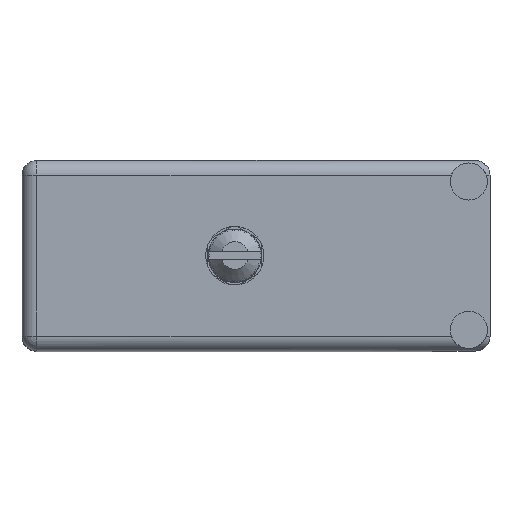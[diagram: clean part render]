
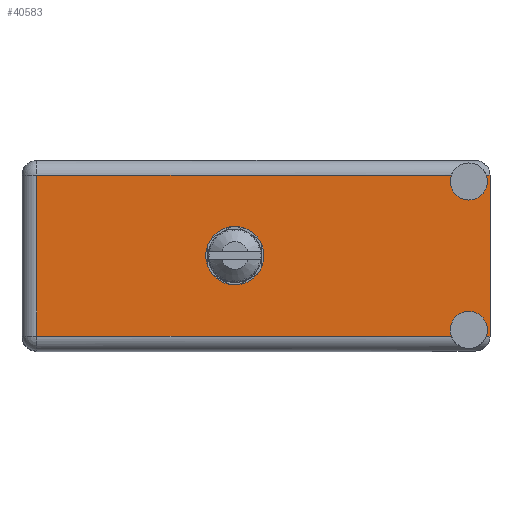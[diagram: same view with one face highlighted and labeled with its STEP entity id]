
A CAD part, top view. The second image highlights one B-rep face of the part: STEP entity #40583.
In plain terms, the highlighted face is planar.
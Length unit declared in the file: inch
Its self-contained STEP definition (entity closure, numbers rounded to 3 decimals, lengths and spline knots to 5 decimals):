
#165 = DIRECTION ( 'NONE',  ( 0., 0., 1. ) ) ;
#802 = DIRECTION ( 'NONE',  ( 0., 0., 1. ) ) ;
#1620 = FACE_BOUND ( 'NONE', #88682, .T. ) ;
#7277 = CARTESIAN_POINT ( 'NONE',  ( 0.07, 1.566, -0.899 ) ) ;
#7917 = CARTESIAN_POINT ( 'NONE',  ( 2.108, 1.566, -0.712 ) ) ;
#8781 = CARTESIAN_POINT ( 'NONE',  ( 1.004, 1.566, -0.587 ) ) ;
#9318 = DIRECTION ( 'NONE',  ( 0., 1., 0. ) ) ;
#9422 = ORIENTED_EDGE ( 'NONE', *, *, #47957, .F. ) ;
#9493 = CIRCLE ( 'NONE', #98846, 0.1375 ) ;
#9507 = FACE_OUTER_BOUND ( 'NONE', #81717, .T. ) ;
#10704 = ORIENTED_EDGE ( 'NONE', *, *, #70620, .T. ) ;
#11423 = DIRECTION ( 'NONE',  ( 0., 0., 1. ) ) ;
#12786 = VERTEX_POINT ( 'NONE', #100556 ) ;
#13318 = CARTESIAN_POINT ( 'NONE',  ( 2.208, 1.566, -0.829 ) ) ;
#13574 = ORIENTED_EDGE ( 'NONE', *, *, #103491, .F. ) ;
#15964 = DIRECTION ( 'NONE',  ( -1., 0., 0. ) ) ;
#16271 = ORIENTED_EDGE ( 'NONE', *, *, #92950, .F. ) ;
#16697 = VERTEX_POINT ( 'NONE', #13318 ) ;
#17219 = CARTESIAN_POINT ( 'NONE',  ( 1.004, 1.566, -0.4495 ) ) ;
#17575 = CARTESIAN_POINT ( 'NONE',  ( 2.208, 1.566, -0.07 ) ) ;
#18421 = PLANE ( 'NONE',  #74963 ) ;
#18768 = DIRECTION ( 'NONE',  ( 0., 0., 1. ) ) ;
#19963 = EDGE_CURVE ( 'NONE', #36127, #22479, #23102, .T. ) ;
#20490 = LINE ( 'NONE', #52674, #24830 ) ;
#22479 = VERTEX_POINT ( 'NONE', #88729 ) ;
#23102 = LINE ( 'NONE', #7277, #61690 ) ;
#24830 = VECTOR ( 'NONE', #28926, 39.37008 ) ;
#25718 = EDGE_CURVE ( 'NONE', #43792, #45202, #89521, .T. ) ;
#26518 = ORIENTED_EDGE ( 'NONE', *, *, #99134, .F. ) ;
#26972 = VERTEX_POINT ( 'NONE', #65195 ) ;
#28777 = LINE ( 'NONE', #36695, #51867 ) ;
#28926 = DIRECTION ( 'NONE',  ( 0., 0., 1. ) ) ;
#29223 = LINE ( 'NONE', #61955, #88485 ) ;
#30792 = EDGE_CURVE ( 'NONE', #41134, #12786, #88038, .T. ) ;
#30946 = ORIENTED_EDGE ( 'NONE', *, *, #62566, .F. ) ;
#32487 = EDGE_CURVE ( 'NONE', #16697, #45202, #29223, .T. ) ;
#34988 = LINE ( 'NONE', #17575, #76281 ) ;
#35148 = DIRECTION ( 'NONE',  ( 0., 1., 0. ) ) ;
#36127 = VERTEX_POINT ( 'NONE', #38722 ) ;
#36695 = CARTESIAN_POINT ( 'NONE',  ( 2.208, 1.566, -0.07 ) ) ;
#37896 = VERTEX_POINT ( 'NONE', #103831 ) ;
#38722 = CARTESIAN_POINT ( 'NONE',  ( 0.07, 1.566, -0.829 ) ) ;
#38764 = VERTEX_POINT ( 'NONE', #45293 ) ;
#39198 = CARTESIAN_POINT ( 'NONE',  ( 0., 1.566, -0.829 ) ) ;
#40583 = ADVANCED_FACE ( 'NONE', ( #1620, #9507 ), #18421, .T. ) ;
#41134 = VERTEX_POINT ( 'NONE', #48169 ) ;
#42202 = DIRECTION ( 'NONE',  ( 0., 0., 1. ) ) ;
#42715 = DIRECTION ( 'NONE',  ( 0., 1., 0. ) ) ;
#43096 = CARTESIAN_POINT ( 'NONE',  ( 2.108, 1.566, -0.7995 ) ) ;
#43792 = VERTEX_POINT ( 'NONE', #7917 ) ;
#44001 = AXIS2_PLACEMENT_3D ( 'NONE', #43096, #84761, #92179 ) ;
#45202 = VERTEX_POINT ( 'NONE', #78653 ) ;
#45293 = CARTESIAN_POINT ( 'NONE',  ( 2.208, 1.566, -0.07 ) ) ;
#47547 = AXIS2_PLACEMENT_3D ( 'NONE', #65788, #35148, #18768 ) ;
#47957 = EDGE_CURVE ( 'NONE', #37896, #66518, #103155, .T. ) ;
#48169 = CARTESIAN_POINT ( 'NONE',  ( 2.19038, 1.566, -0.07 ) ) ;
#48682 = LINE ( 'NONE', #39198, #60104 ) ;
#51867 = VECTOR ( 'NONE', #77845, 39.37008 ) ;
#52049 = DIRECTION ( 'NONE',  ( 0., 1., 0. ) ) ;
#52674 = CARTESIAN_POINT ( 'NONE',  ( 2.208, 1.566, 0. ) ) ;
#53003 = CIRCLE ( 'NONE', #54650, 0.0875 ) ;
#54650 = AXIS2_PLACEMENT_3D ( 'NONE', #73058, #87875, #802 ) ;
#55042 = VERTEX_POINT ( 'NONE', #102297 ) ;
#57690 = DIRECTION ( 'NONE',  ( 1., 0., 0. ) ) ;
#59442 = CARTESIAN_POINT ( 'NONE',  ( 1.004, 1.566, -0.4495 ) ) ;
#60104 = VECTOR ( 'NONE', #15964, 39.37008 ) ;
#60386 = DIRECTION ( 'NONE',  ( -1., 0., 0. ) ) ;
#61690 = VECTOR ( 'NONE', #62700, 39.37008 ) ;
#61955 = CARTESIAN_POINT ( 'NONE',  ( 0., 1.566, -0.829 ) ) ;
#62566 = EDGE_CURVE ( 'NONE', #66518, #37896, #9493, .T. ) ;
#62700 = DIRECTION ( 'NONE',  ( 0., 0., 1. ) ) ;
#63210 = EDGE_CURVE ( 'NONE', #26972, #36127, #48682, .T. ) ;
#65195 = CARTESIAN_POINT ( 'NONE',  ( 2.02562, 1.566, -0.829 ) ) ;
#65713 = ORIENTED_EDGE ( 'NONE', *, *, #32487, .T. ) ;
#65788 = CARTESIAN_POINT ( 'NONE',  ( 2.108, 1.566, -0.0995 ) ) ;
#66518 = VERTEX_POINT ( 'NONE', #8781 ) ;
#67353 = ORIENTED_EDGE ( 'NONE', *, *, #19963, .T. ) ;
#70620 = EDGE_CURVE ( 'NONE', #22479, #55042, #28777, .T. ) ;
#72659 = DIRECTION ( 'NONE',  ( 0., 0., 1. ) ) ;
#72955 = DIRECTION ( 'NONE',  ( 0., 1., 0. ) ) ;
#73058 = CARTESIAN_POINT ( 'NONE',  ( 2.108, 1.566, -0.0995 ) ) ;
#74963 = AXIS2_PLACEMENT_3D ( 'NONE', #89736, #42715, #42202 ) ;
#76281 = VECTOR ( 'NONE', #57690, 39.37008 ) ;
#77845 = DIRECTION ( 'NONE',  ( 1., 0., 0. ) ) ;
#78305 = ORIENTED_EDGE ( 'NONE', *, *, #63210, .T. ) ;
#78653 = CARTESIAN_POINT ( 'NONE',  ( 2.19038, 1.566, -0.829 ) ) ;
#79421 = EDGE_CURVE ( 'NONE', #41134, #38764, #34988, .T. ) ;
#81717 = EDGE_LOOP ( 'NONE', ( #10704, #13574, #94112, #85725, #16271, #65713, #91439, #26518, #78305, #67353 ) ) ;
#82458 = CIRCLE ( 'NONE', #95960, 0.0875 ) ;
#84761 = DIRECTION ( 'NONE',  ( 0., 1., 0. ) ) ;
#85725 = ORIENTED_EDGE ( 'NONE', *, *, #79421, .T. ) ;
#86726 = CARTESIAN_POINT ( 'NONE',  ( 2.108, 1.566, -0.7995 ) ) ;
#87875 = DIRECTION ( 'NONE',  ( 0., 1., 0. ) ) ;
#88038 = CIRCLE ( 'NONE', #47547, 0.0875 ) ;
#88485 = VECTOR ( 'NONE', #60386, 39.37008 ) ;
#88682 = EDGE_LOOP ( 'NONE', ( #9422, #30946 ) ) ;
#88729 = CARTESIAN_POINT ( 'NONE',  ( 0.07, 1.566, -0.07 ) ) ;
#89521 = CIRCLE ( 'NONE', #44001, 0.0875 ) ;
#89736 = CARTESIAN_POINT ( 'NONE',  ( 0., 1.566, -0.899 ) ) ;
#91439 = ORIENTED_EDGE ( 'NONE', *, *, #25718, .F. ) ;
#92179 = DIRECTION ( 'NONE',  ( 0., 0., 1. ) ) ;
#92950 = EDGE_CURVE ( 'NONE', #16697, #38764, #20490, .T. ) ;
#94112 = ORIENTED_EDGE ( 'NONE', *, *, #30792, .F. ) ;
#95960 = AXIS2_PLACEMENT_3D ( 'NONE', #86726, #72955, #165 ) ;
#98846 = AXIS2_PLACEMENT_3D ( 'NONE', #59442, #52049, #11423 ) ;
#99134 = EDGE_CURVE ( 'NONE', #26972, #43792, #82458, .T. ) ;
#100556 = CARTESIAN_POINT ( 'NONE',  ( 2.108, 1.566, -0.187 ) ) ;
#101430 = AXIS2_PLACEMENT_3D ( 'NONE', #17219, #9318, #72659 ) ;
#102297 = CARTESIAN_POINT ( 'NONE',  ( 2.02562, 1.566, -0.07 ) ) ;
#103155 = CIRCLE ( 'NONE', #101430, 0.1375 ) ;
#103491 = EDGE_CURVE ( 'NONE', #12786, #55042, #53003, .T. ) ;
#103831 = CARTESIAN_POINT ( 'NONE',  ( 1.004, 1.566, -0.312 ) ) ;
